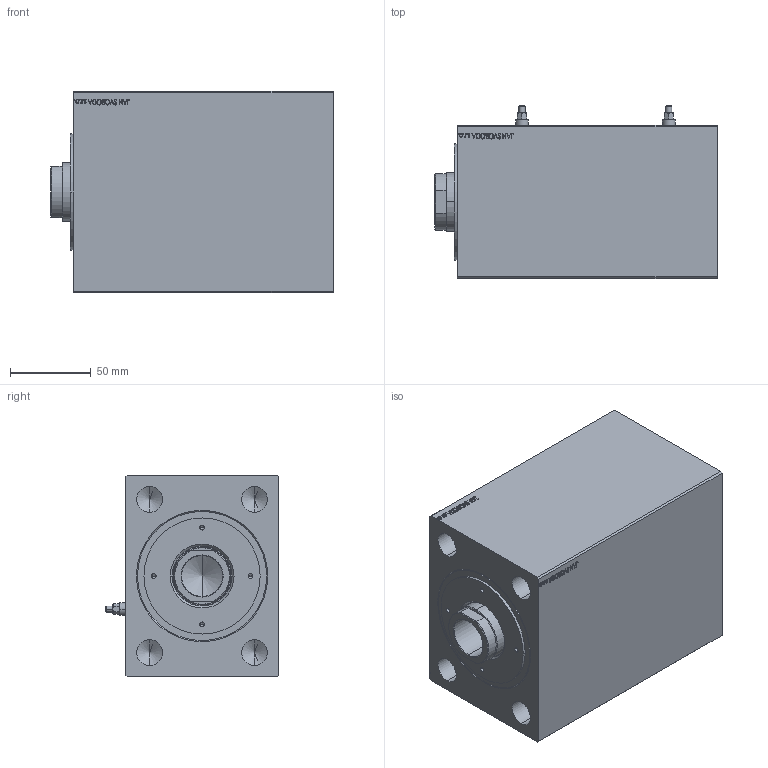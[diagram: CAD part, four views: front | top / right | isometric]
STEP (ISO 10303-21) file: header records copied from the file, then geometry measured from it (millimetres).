
FILE_DESCRIPTION (( 'STEP AP203' ), '1' );
FILE_NAME ('b3ea.STEP', '2024-02-11T16:27:54', ( '' ), ( '' ), 'SwSTEP 2.0', 'SolidWorks 2019', '' );
FILE_SCHEMA (( 'CONFIG_CONTROL_DESIGN' ));
Length unit declared in the file: millimetre
Products named in the file (5): V500CZ_VNIT豊蚠攘ST e12d1d8b2dd0ff2d82c74ca8c15e4d9e; b3ea; V500CZ_B_VC e12d1d8b2dd0ff2d82c74ca8c15e4d9e; V500CZ e12d1d8b2dd0ff2d82c74ca8c15e4d9e; Zatka_Cushioning3 e12d1d8b2dd0ff2d82c74ca8c15e4d9e
Assembly tree (5 placements, depth 2):
  b3ea
    V500CZ e12d1d8b2dd0ff2d82c74ca8c15e4d9e
    V500CZ_VNIT豊蚠攘ST e12d1d8b2dd0ff2d82c74ca8c15e4d9e
    V500CZ_B_VC e12d1d8b2dd0ff2d82c74ca8c15e4d9e
    Zatka_Cushioning3 e12d1d8b2dd0ff2d82c74ca8c15e4d9e  x2
Bounding box: 175 x 107.5 x 125 mm (x, y, z)
Volume: 1790438.3 mm3; surface area: 183258 mm2
Topology: 5 solids, 5 shells, 934 faces, 2362 edges, 1541 vertices
Faces by surface type: plane 424, bspline 380, cylinder 74, cone 56
Entity records: 45087 total; most frequent: CARTESIAN_POINT 25262, ORIENTED_EDGE 4560, DIRECTION 2732, EDGE_CURVE 2280, VERTEX_POINT 1507, LINE 1346, VECTOR 1346, EDGE_LOOP 1035
